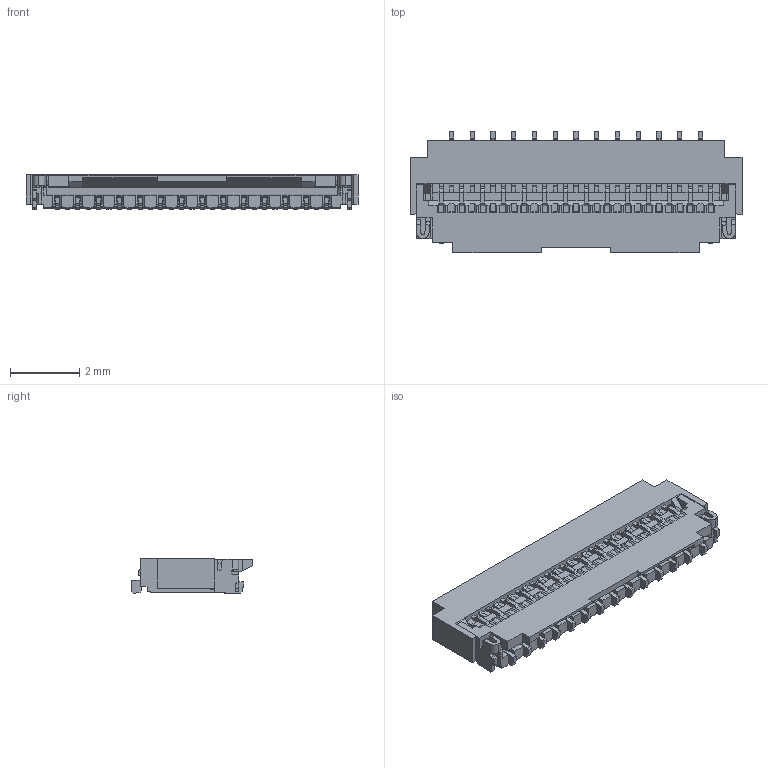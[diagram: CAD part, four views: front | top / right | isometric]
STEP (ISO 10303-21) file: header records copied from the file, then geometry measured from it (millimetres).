
FILE_DESCRIPTION (( 'STEP AP203' ), '1' );
FILE_NAME ('FH26W-27S.STEP', '2021-04-22T05:23:14', ( '' ), ( '' ), 'SwSTEP 2.0', 'SolidWorks 2019', '' );
FILE_SCHEMA (( 'CONFIG_CONTROL_DESIGN' ));
Length unit declared in the file: millimetre
Products named in the file (2): FH26W-27S; FH26W_芯数展開ベースモデル_27芯
Assembly tree (1 placements, depth 2):
  FH26W-27S
    FH26W_芯数展開ベースモデル_27芯
Bounding box: 9.6 x 3.5 x 1 mm (x, y, z)
Volume: 20.7 mm3; surface area: 139.1 mm2
Topology: 1 solids, 1 shells, 1093 faces, 3222 edges, 2126 vertices
Faces by surface type: plane 952, cylinder 141
Entity records: 36098 total; most frequent: CARTESIAN_POINT 6469, ORIENTED_EDGE 6444, DIRECTION 5692, EDGE_CURVE 3222, LINE 2934, VECTOR 2934, VERTEX_POINT 2126, AXIS2_PLACEMENT_3D 1379
